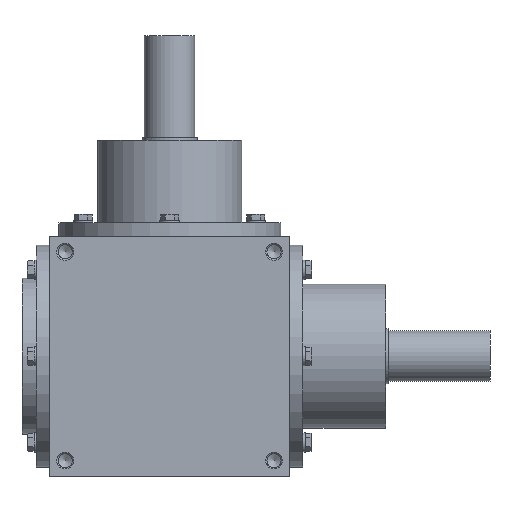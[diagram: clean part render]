
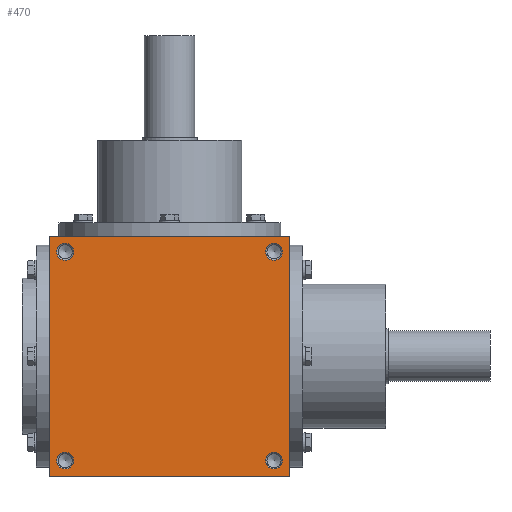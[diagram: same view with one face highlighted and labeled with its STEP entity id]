
A CAD part, front view. The second image highlights one B-rep face of the part: STEP entity #470.
In plain terms, the highlighted planar face has unit normal (0, -1, 0).
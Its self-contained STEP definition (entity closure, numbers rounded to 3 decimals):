
#470 = ADVANCED_FACE( '', ( #934, #935, #936, #937, #938 ), #939, .F. );
#934 = FACE_BOUND( '', #1535, .T. );
#935 = FACE_BOUND( '', #1536, .T. );
#936 = FACE_BOUND( '', #1537, .T. );
#937 = FACE_BOUND( '', #1538, .T. );
#938 = FACE_OUTER_BOUND( '', #1539, .T. );
#939 = PLANE( '', #1540 );
#1535 = EDGE_LOOP( '', ( #2260 ) );
#1536 = EDGE_LOOP( '', ( #2261 ) );
#1537 = EDGE_LOOP( '', ( #2262 ) );
#1538 = EDGE_LOOP( '', ( #2263 ) );
#1539 = EDGE_LOOP( '', ( #2264, #2265, #2266, #2267 ) );
#1540 = AXIS2_PLACEMENT_3D( '', #2268, #2269, #2270 );
#2260 = ORIENTED_EDGE( '', *, *, #3239, .T. );
#2261 = ORIENTED_EDGE( '', *, *, #3100, .T. );
#2262 = ORIENTED_EDGE( '', *, *, #3240, .F. );
#2263 = ORIENTED_EDGE( '', *, *, #3241, .F. );
#2264 = ORIENTED_EDGE( '', *, *, #3242, .T. );
#2265 = ORIENTED_EDGE( '', *, *, #3243, .F. );
#2266 = ORIENTED_EDGE( '', *, *, #3244, .F. );
#2267 = ORIENTED_EDGE( '', *, *, #3245, .T. );
#2268 = CARTESIAN_POINT( '', ( -100., -100., 100. ) );
#2269 = DIRECTION( '', ( 0., 1., 0. ) );
#2270 = DIRECTION( '', ( 0., 0., 1. ) );
#3100 = EDGE_CURVE( '', #3532, #3532, #3533, .T. );
#3239 = EDGE_CURVE( '', #3757, #3757, #3758, .T. );
#3240 = EDGE_CURVE( '', #3759, #3759, #3760, .T. );
#3241 = EDGE_CURVE( '', #3761, #3761, #3762, .T. );
#3242 = EDGE_CURVE( '', #3763, #3764, #3765, .T. );
#3243 = EDGE_CURVE( '', #3766, #3764, #3767, .T. );
#3244 = EDGE_CURVE( '', #3768, #3766, #3769, .T. );
#3245 = EDGE_CURVE( '', #3768, #3763, #3770, .T. );
#3532 = VERTEX_POINT( '', #4121 );
#3533 = CIRCLE( '', #4122, 7. );
#3757 = VERTEX_POINT( '', #4485 );
#3758 = CIRCLE( '', #4486, 7. );
#3759 = VERTEX_POINT( '', #4487 );
#3760 = CIRCLE( '', #4488, 7. );
#3761 = VERTEX_POINT( '', #4489 );
#3762 = CIRCLE( '', #4490, 7. );
#3763 = VERTEX_POINT( '', #4491 );
#3764 = VERTEX_POINT( '', #4492 );
#3765 = LINE( '', #4493, #4494 );
#3766 = VERTEX_POINT( '', #4495 );
#3767 = LINE( '', #4496, #4497 );
#3768 = VERTEX_POINT( '', #4498 );
#3769 = LINE( '', #4499, #4500 );
#3770 = LINE( '', #4501, #4502 );
#4121 = CARTESIAN_POINT( '', ( -87., -100., 94. ) );
#4122 = AXIS2_PLACEMENT_3D( '', #4905, #4906, #4907 );
#4485 = CARTESIAN_POINT( '', ( -87., -100., -80. ) );
#4486 = AXIS2_PLACEMENT_3D( '', #5160, #5161, #5162 );
#4487 = CARTESIAN_POINT( '', ( 87., -100., -94. ) );
#4488 = AXIS2_PLACEMENT_3D( '', #5163, #5164, #5165 );
#4489 = CARTESIAN_POINT( '', ( 87., -100., 80. ) );
#4490 = AXIS2_PLACEMENT_3D( '', #5166, #5167, #5168 );
#4491 = CARTESIAN_POINT( '', ( -100., -100., -100. ) );
#4492 = CARTESIAN_POINT( '', ( 100., -100., -100. ) );
#4493 = CARTESIAN_POINT( '', ( -100., -100., -100. ) );
#4494 = VECTOR( '', #5169, 1000. );
#4495 = CARTESIAN_POINT( '', ( 100., -100., 100. ) );
#4496 = CARTESIAN_POINT( '', ( 100., -100., 100. ) );
#4497 = VECTOR( '', #5170, 1000. );
#4498 = CARTESIAN_POINT( '', ( -100., -100., 100. ) );
#4499 = CARTESIAN_POINT( '', ( -100., -100., 100. ) );
#4500 = VECTOR( '', #5171, 1000. );
#4501 = CARTESIAN_POINT( '', ( -100., -100., 100. ) );
#4502 = VECTOR( '', #5172, 1000. );
#4905 = CARTESIAN_POINT( '', ( -87., -100., 87. ) );
#4906 = DIRECTION( '', ( 0., 1., 0. ) );
#4907 = DIRECTION( '', ( 0., 0., 1. ) );
#5160 = CARTESIAN_POINT( '', ( -87., -100., -87. ) );
#5161 = DIRECTION( '', ( 0., 1., 0. ) );
#5162 = DIRECTION( '', ( 0., 0., 1. ) );
#5163 = CARTESIAN_POINT( '', ( 87., -100., -87. ) );
#5164 = DIRECTION( '', ( 0., -1., 0. ) );
#5165 = DIRECTION( '', ( 0., 0., -1. ) );
#5166 = CARTESIAN_POINT( '', ( 87., -100., 87. ) );
#5167 = DIRECTION( '', ( 0., -1., 0. ) );
#5168 = DIRECTION( '', ( 0., 0., -1. ) );
#5169 = DIRECTION( '', ( 1., 0., 0. ) );
#5170 = DIRECTION( '', ( 0., 0., -1. ) );
#5171 = DIRECTION( '', ( 1., 0., 0. ) );
#5172 = DIRECTION( '', ( 0., 0., -1. ) );
